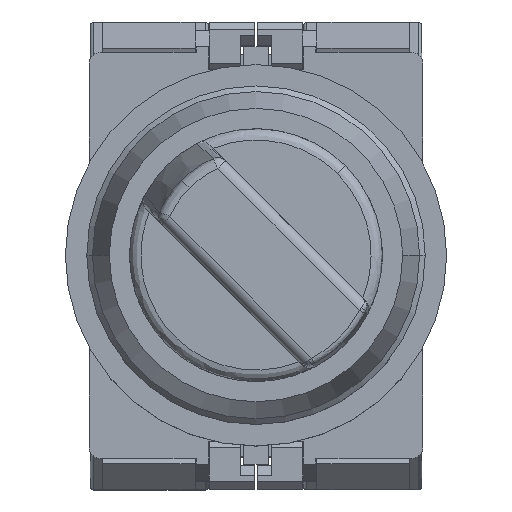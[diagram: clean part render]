
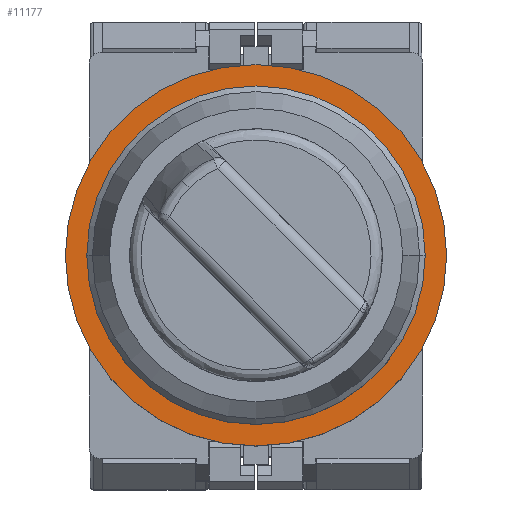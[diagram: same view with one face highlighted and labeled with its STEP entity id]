
A CAD part, top view. The second image highlights one B-rep face of the part: STEP entity #11177.
In plain terms, the highlighted face is planar.
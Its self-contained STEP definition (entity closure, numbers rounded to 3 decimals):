
#132 = EDGE_LOOP ( 'NONE', ( #3169, #3827 ) ) ;
#253 = FACE_BOUND ( 'NONE', #3486, .T. ) ;
#555 = VERTEX_POINT ( 'NONE', #7131 ) ;
#1706 = EDGE_CURVE ( 'NONE', #4244, #11883, #12056, .T. ) ;
#2361 = CARTESIAN_POINT ( 'NONE',  ( 0., 0., 0. ) ) ;
#2389 = DIRECTION ( 'NONE',  ( 0., 0., -1. ) ) ;
#3053 = CIRCLE ( 'NONE', #10745, 12.75 ) ;
#3169 = ORIENTED_EDGE ( 'NONE', *, *, #3833, .F. ) ;
#3426 = DIRECTION ( 'NONE',  ( 0., 0., 1. ) ) ;
#3443 = ORIENTED_EDGE ( 'NONE', *, *, #11734, .F. ) ;
#3486 = EDGE_LOOP ( 'NONE', ( #3443, #12085 ) ) ;
#3535 = DIRECTION ( 'NONE',  ( 0., 0., -1. ) ) ;
#3827 = ORIENTED_EDGE ( 'NONE', *, *, #9894, .F. ) ;
#3833 = EDGE_CURVE ( 'NONE', #555, #6704, #13622, .T. ) ;
#3856 = CARTESIAN_POINT ( 'NONE',  ( 0., 0., 0. ) ) ;
#4244 = VERTEX_POINT ( 'NONE', #8246 ) ;
#4463 = FACE_OUTER_BOUND ( 'NONE', #132, .T. ) ;
#4900 = CARTESIAN_POINT ( 'NONE',  ( -12.75, 0., 0. ) ) ;
#5916 = AXIS2_PLACEMENT_3D ( 'NONE', #3856, #8058, #12268 ) ;
#6122 = AXIS2_PLACEMENT_3D ( 'NONE', #11819, #2389, #6607 ) ;
#6582 = DIRECTION ( 'NONE',  ( 0., 0., 1. ) ) ;
#6607 = DIRECTION ( 'NONE',  ( -1., 0., 0. ) ) ;
#6704 = VERTEX_POINT ( 'NONE', #10668 ) ;
#7131 = CARTESIAN_POINT ( 'NONE',  ( -16.9, 0., 0. ) ) ;
#7633 = DIRECTION ( 'NONE',  ( 1., 0., 0. ) ) ;
#7656 = AXIS2_PLACEMENT_3D ( 'NONE', #2361, #6582, #10775 ) ;
#7740 = DIRECTION ( 'NONE',  ( -1., 0., 0. ) ) ;
#8058 = DIRECTION ( 'NONE',  ( 0., 0., 1. ) ) ;
#8246 = CARTESIAN_POINT ( 'NONE',  ( 12.75, 0., 0. ) ) ;
#8665 = PLANE ( 'NONE',  #8971 ) ;
#8971 = AXIS2_PLACEMENT_3D ( 'NONE', #12892, #3426, #7633 ) ;
#9894 = EDGE_CURVE ( 'NONE', #6704, #555, #11852, .T. ) ;
#10668 = CARTESIAN_POINT ( 'NONE',  ( 16.9, 0., 0. ) ) ;
#10745 = AXIS2_PLACEMENT_3D ( 'NONE', #13000, #3535, #7740 ) ;
#10775 = DIRECTION ( 'NONE',  ( -1., 0., 0. ) ) ;
#11177 = ADVANCED_FACE ( 'NONE', ( #253, #4463 ), #8665, .F. ) ;
#11734 = EDGE_CURVE ( 'NONE', #11883, #4244, #3053, .T. ) ;
#11819 = CARTESIAN_POINT ( 'NONE',  ( 0., 0., 0. ) ) ;
#11852 = CIRCLE ( 'NONE', #5916, 16.9 ) ;
#11883 = VERTEX_POINT ( 'NONE', #4900 ) ;
#12056 = CIRCLE ( 'NONE', #6122, 12.75 ) ;
#12085 = ORIENTED_EDGE ( 'NONE', *, *, #1706, .F. ) ;
#12268 = DIRECTION ( 'NONE',  ( -1., 0., 0. ) ) ;
#12892 = CARTESIAN_POINT ( 'NONE',  ( -17.103, -17.103, 0. ) ) ;
#13000 = CARTESIAN_POINT ( 'NONE',  ( 0., 0., 0. ) ) ;
#13622 = CIRCLE ( 'NONE', #7656, 16.9 ) ;
